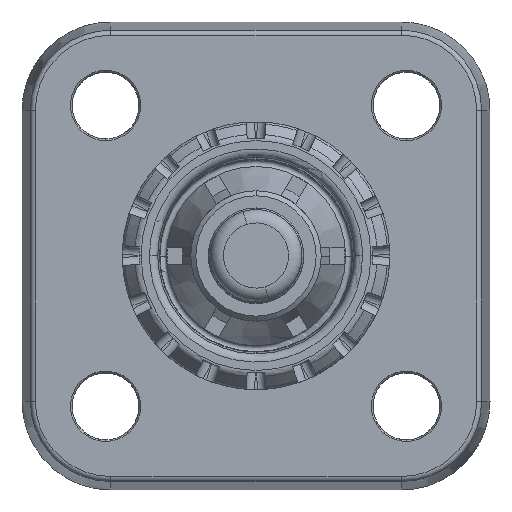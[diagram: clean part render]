
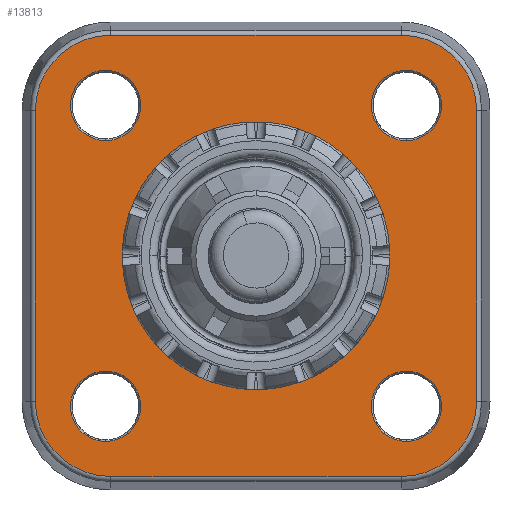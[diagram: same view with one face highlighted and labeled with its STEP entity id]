
A CAD part, top view. The second image highlights one B-rep face of the part: STEP entity #13813.
In plain terms, the highlighted planar face has unit normal (0, 0, 1).
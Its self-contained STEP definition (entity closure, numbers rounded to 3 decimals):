
#2820=AXIS2_PLACEMENT_3D('Circle Axis2P3D',#2818,#2819,$) ;
#2877=AXIS2_PLACEMENT_3D('Circle Axis2P3D',#2875,#2876,$) ;
#3210=AXIS2_PLACEMENT_3D('Circle Axis2P3D',#3208,#3209,$) ;
#3268=AXIS2_PLACEMENT_3D('Circle Axis2P3D',#3266,#3267,$) ;
#3301=AXIS2_PLACEMENT_3D('Circle Axis2P3D',#3299,#3300,$) ;
#3330=AXIS2_PLACEMENT_3D('Circle Axis2P3D',#3328,#3329,$) ;
#3370=AXIS2_PLACEMENT_3D('Circle Axis2P3D',#3368,#3369,$) ;
#3392=AXIS2_PLACEMENT_3D('Circle Axis2P3D',#3390,#3391,$) ;
#3432=AXIS2_PLACEMENT_3D('Circle Axis2P3D',#3430,#3431,$) ;
#3454=AXIS2_PLACEMENT_3D('Circle Axis2P3D',#3452,#3453,$) ;
#3494=AXIS2_PLACEMENT_3D('Circle Axis2P3D',#3492,#3493,$) ;
#3516=AXIS2_PLACEMENT_3D('Circle Axis2P3D',#3514,#3515,$) ;
#4009=AXIS2_PLACEMENT_3D('Circle Axis2P3D',#4007,#4008,$) ;
#13779=AXIS2_PLACEMENT_3D('Plane Axis2P3D',#13776,#13777,#13778) ;
#2750=CARTESIAN_POINT('Vertex',(5.3,0.799,35.15)) ;
#2768=CARTESIAN_POINT('Vertex',(22.7,0.799,35.15)) ;
#2771=CARTESIAN_POINT('Line Origine',(5.3,0.799,35.15)) ;
#2775=CARTESIAN_POINT('Vertex',(19.631,0.799,35.15)) ;
#2778=CARTESIAN_POINT('Line Origine',(5.3,0.799,35.15)) ;
#2782=CARTESIAN_POINT('Vertex',(8.563,0.799,35.15)) ;
#2785=CARTESIAN_POINT('Line Origine',(5.3,0.799,35.15)) ;
#2808=CARTESIAN_POINT('Vertex',(0.799,5.3,35.15)) ;
#2818=CARTESIAN_POINT('Axis2P3D Location',(5.3,5.3,35.15)) ;
#2872=CARTESIAN_POINT('Vertex',(27.201,5.3,35.15)) ;
#2875=CARTESIAN_POINT('Axis2P3D Location',(22.7,5.3,35.15)) ;
#2903=CARTESIAN_POINT('Vertex',(0.799,22.7,35.15)) ;
#2913=CARTESIAN_POINT('Line Origine',(0.799,5.3,35.15)) ;
#3174=CARTESIAN_POINT('Vertex',(27.201,22.7,35.15)) ;
#3177=CARTESIAN_POINT('Line Origine',(27.201,5.3,35.15)) ;
#3205=CARTESIAN_POINT('Vertex',(22.7,27.201,35.15)) ;
#3208=CARTESIAN_POINT('Axis2P3D Location',(22.7,22.7,35.15)) ;
#3241=CARTESIAN_POINT('Vertex',(5.3,27.201,35.15)) ;
#3244=CARTESIAN_POINT('Line Origine',(5.3,27.201,35.15)) ;
#3266=CARTESIAN_POINT('Axis2P3D Location',(5.3,22.7,35.15)) ;
#3296=CARTESIAN_POINT('Vertex',(2.9,23.,35.15)) ;
#3299=CARTESIAN_POINT('Axis2P3D Location',(5.,23.,35.15)) ;
#3303=CARTESIAN_POINT('Vertex',(7.1,23.,35.15)) ;
#3328=CARTESIAN_POINT('Axis2P3D Location',(5.,23.,35.15)) ;
#3351=CARTESIAN_POINT('Vertex',(2.9,5.,35.15)) ;
#3365=CARTESIAN_POINT('Vertex',(7.1,5.,35.15)) ;
#3368=CARTESIAN_POINT('Axis2P3D Location',(5.,5.,35.15)) ;
#3390=CARTESIAN_POINT('Axis2P3D Location',(5.,5.,35.15)) ;
#3413=CARTESIAN_POINT('Vertex',(20.9,5.,35.15)) ;
#3427=CARTESIAN_POINT('Vertex',(25.1,5.,35.15)) ;
#3430=CARTESIAN_POINT('Axis2P3D Location',(23.,5.,35.15)) ;
#3452=CARTESIAN_POINT('Axis2P3D Location',(23.,5.,35.15)) ;
#3475=CARTESIAN_POINT('Vertex',(20.9,23.,35.15)) ;
#3489=CARTESIAN_POINT('Vertex',(25.1,23.,35.15)) ;
#3492=CARTESIAN_POINT('Axis2P3D Location',(23.,23.,35.15)) ;
#3514=CARTESIAN_POINT('Axis2P3D Location',(23.,23.,35.15)) ;
#3537=CARTESIAN_POINT('Vertex',(22.,14.,35.15)) ;
#3920=CARTESIAN_POINT('Vertex',(6.,14.,35.15)) ;
#3924=CARTESIAN_POINT('Control Point',(6.,14.,35.15)) ;
#3925=CARTESIAN_POINT('Control Point',(6.,12.743,35.15)) ;
#3926=CARTESIAN_POINT('Control Point',(6.247,11.487,35.15)) ;
#3927=CARTESIAN_POINT('Control Point',(6.74,10.295,35.15)) ;
#3928=CARTESIAN_POINT('Control Point',(8.169,8.169,35.15)) ;
#3929=CARTESIAN_POINT('Control Point',(10.295,6.74,35.15)) ;
#3930=CARTESIAN_POINT('Control Point',(11.487,6.247,35.15)) ;
#3931=CARTESIAN_POINT('Control Point',(14.,5.753,35.15)) ;
#3932=CARTESIAN_POINT('Control Point',(16.513,6.247,35.15)) ;
#3933=CARTESIAN_POINT('Control Point',(17.705,6.74,35.15)) ;
#3934=CARTESIAN_POINT('Control Point',(19.831,8.169,35.15)) ;
#3935=CARTESIAN_POINT('Control Point',(21.26,10.295,35.15)) ;
#3936=CARTESIAN_POINT('Control Point',(21.753,11.487,35.15)) ;
#3937=CARTESIAN_POINT('Control Point',(22.,12.743,35.15)) ;
#3938=CARTESIAN_POINT('Control Point',(22.,14.,35.15)) ;
#4007=CARTESIAN_POINT('Axis2P3D Location',(14.,14.,35.15)) ;
#13776=CARTESIAN_POINT('Axis2P3D Location',(5.3,22.7,35.15)) ;
#2772=DIRECTION('Vector Direction',(1.,0.,0.)) ;
#2779=DIRECTION('Vector Direction',(1.,0.,0.)) ;
#2786=DIRECTION('Vector Direction',(1.,0.,0.)) ;
#2819=DIRECTION('Axis2P3D Direction',(0.,0.,-1.)) ;
#2876=DIRECTION('Axis2P3D Direction',(0.,0.,-1.)) ;
#2914=DIRECTION('Vector Direction',(0.,-1.,0.)) ;
#3178=DIRECTION('Vector Direction',(0.,1.,0.)) ;
#3209=DIRECTION('Axis2P3D Direction',(0.,0.,-1.)) ;
#3245=DIRECTION('Vector Direction',(-1.,0.,0.)) ;
#3267=DIRECTION('Axis2P3D Direction',(0.,0.,-1.)) ;
#3300=DIRECTION('Axis2P3D Direction',(0.,0.,1.)) ;
#3329=DIRECTION('Axis2P3D Direction',(0.,0.,1.)) ;
#3369=DIRECTION('Axis2P3D Direction',(0.,0.,1.)) ;
#3391=DIRECTION('Axis2P3D Direction',(0.,0.,1.)) ;
#3431=DIRECTION('Axis2P3D Direction',(0.,0.,1.)) ;
#3453=DIRECTION('Axis2P3D Direction',(0.,0.,1.)) ;
#3493=DIRECTION('Axis2P3D Direction',(0.,0.,1.)) ;
#3515=DIRECTION('Axis2P3D Direction',(0.,0.,1.)) ;
#4008=DIRECTION('Axis2P3D Direction',(0.,0.,-1.)) ;
#13777=DIRECTION('Axis2P3D Direction',(0.,0.,1.)) ;
#13778=DIRECTION('Axis2P3D XDirection',(1.,0.,0.)) ;
#2773=VECTOR('Line Direction',#2772,1.) ;
#2780=VECTOR('Line Direction',#2779,1.) ;
#2787=VECTOR('Line Direction',#2786,1.) ;
#2915=VECTOR('Line Direction',#2914,1.) ;
#3179=VECTOR('Line Direction',#3178,1.) ;
#3246=VECTOR('Line Direction',#3245,1.) ;
#13782=ORIENTED_EDGE('',*,*,#2784,.T.) ;
#13783=ORIENTED_EDGE('',*,*,#2777,.T.) ;
#13784=ORIENTED_EDGE('',*,*,#2879,.T.) ;
#13785=ORIENTED_EDGE('',*,*,#3181,.T.) ;
#13786=ORIENTED_EDGE('',*,*,#3212,.T.) ;
#13787=ORIENTED_EDGE('',*,*,#3248,.T.) ;
#13788=ORIENTED_EDGE('',*,*,#3270,.T.) ;
#13789=ORIENTED_EDGE('',*,*,#2917,.T.) ;
#13790=ORIENTED_EDGE('',*,*,#2822,.T.) ;
#13791=ORIENTED_EDGE('',*,*,#2789,.T.) ;
#13794=ORIENTED_EDGE('',*,*,#4011,.F.) ;
#13795=ORIENTED_EDGE('',*,*,#3939,.F.) ;
#13798=ORIENTED_EDGE('',*,*,#3305,.F.) ;
#13799=ORIENTED_EDGE('',*,*,#3332,.F.) ;
#13802=ORIENTED_EDGE('',*,*,#3372,.F.) ;
#13803=ORIENTED_EDGE('',*,*,#3394,.F.) ;
#13806=ORIENTED_EDGE('',*,*,#3434,.F.) ;
#13807=ORIENTED_EDGE('',*,*,#3456,.F.) ;
#13810=ORIENTED_EDGE('',*,*,#3496,.F.) ;
#13811=ORIENTED_EDGE('',*,*,#3518,.F.) ;
#13796=FACE_BOUND('',#13793,.T.) ;
#13800=FACE_BOUND('',#13797,.T.) ;
#13804=FACE_BOUND('',#13801,.T.) ;
#13808=FACE_BOUND('',#13805,.T.) ;
#13812=FACE_BOUND('',#13809,.T.) ;
#13813=ADVANCED_FACE('Hauptkoerper',(#13792,#13796,#13800,#13804,#13808,#13812),#13780,.T.) ;
#3923=B_SPLINE_CURVE_WITH_KNOTS('',5,(#3924,#3925,#3926,#3927,#3928,#3929,#3930,#3931,#3932,#3933,#3934,#3935,#3936,#3937,#3938),.UNSPECIFIED.,.F.,.U.,(6,3,3,3,6),(-12.566,-6.283,0.,6.283,12.566),.UNSPECIFIED.) ;
#2821=CIRCLE('generated circle',#2820,4.501) ;
#2878=CIRCLE('generated circle',#2877,4.501) ;
#3211=CIRCLE('generated circle',#3210,4.501) ;
#3269=CIRCLE('generated circle',#3268,4.501) ;
#3302=CIRCLE('generated circle',#3301,2.1) ;
#3331=CIRCLE('generated circle',#3330,2.1) ;
#3371=CIRCLE('generated circle',#3370,2.1) ;
#3393=CIRCLE('generated circle',#3392,2.1) ;
#3433=CIRCLE('generated circle',#3432,2.1) ;
#3455=CIRCLE('generated circle',#3454,2.1) ;
#3495=CIRCLE('generated circle',#3494,2.1) ;
#3517=CIRCLE('generated circle',#3516,2.1) ;
#4010=CIRCLE('generated circle',#4009,8.) ;
#2777=EDGE_CURVE('',#2776,#2769,#2774,.T.) ;
#2784=EDGE_CURVE('',#2783,#2776,#2781,.T.) ;
#2789=EDGE_CURVE('',#2751,#2783,#2788,.T.) ;
#2822=EDGE_CURVE('',#2809,#2751,#2821,.F.) ;
#2879=EDGE_CURVE('',#2769,#2873,#2878,.F.) ;
#2917=EDGE_CURVE('',#2904,#2809,#2916,.T.) ;
#3181=EDGE_CURVE('',#2873,#3175,#3180,.T.) ;
#3212=EDGE_CURVE('',#3175,#3206,#3211,.F.) ;
#3248=EDGE_CURVE('',#3206,#3242,#3247,.T.) ;
#3270=EDGE_CURVE('',#3242,#2904,#3269,.F.) ;
#3305=EDGE_CURVE('',#3297,#3304,#3302,.T.) ;
#3332=EDGE_CURVE('',#3304,#3297,#3331,.T.) ;
#3372=EDGE_CURVE('',#3366,#3352,#3371,.T.) ;
#3394=EDGE_CURVE('',#3352,#3366,#3393,.T.) ;
#3434=EDGE_CURVE('',#3428,#3414,#3433,.T.) ;
#3456=EDGE_CURVE('',#3414,#3428,#3455,.T.) ;
#3496=EDGE_CURVE('',#3490,#3476,#3495,.T.) ;
#3518=EDGE_CURVE('',#3476,#3490,#3517,.T.) ;
#3939=EDGE_CURVE('',#3921,#3538,#3923,.T.) ;
#4011=EDGE_CURVE('',#3538,#3921,#4010,.F.) ;
#13781=EDGE_LOOP('',(#13782,#13783,#13784,#13785,#13786,#13787,#13788,#13789,#13790,#13791)) ;
#13793=EDGE_LOOP('',(#13794,#13795)) ;
#13797=EDGE_LOOP('',(#13798,#13799)) ;
#13801=EDGE_LOOP('',(#13802,#13803)) ;
#13805=EDGE_LOOP('',(#13806,#13807)) ;
#13809=EDGE_LOOP('',(#13810,#13811)) ;
#13792=FACE_OUTER_BOUND('',#13781,.T.) ;
#2774=LINE('Line',#2771,#2773) ;
#2781=LINE('Line',#2778,#2780) ;
#2788=LINE('Line',#2785,#2787) ;
#2916=LINE('Line',#2913,#2915) ;
#3180=LINE('Line',#3177,#3179) ;
#3247=LINE('Line',#3244,#3246) ;
#13780=PLANE('',#13779) ;
#2751=VERTEX_POINT('',#2750) ;
#2769=VERTEX_POINT('',#2768) ;
#2776=VERTEX_POINT('',#2775) ;
#2783=VERTEX_POINT('',#2782) ;
#2809=VERTEX_POINT('',#2808) ;
#2873=VERTEX_POINT('',#2872) ;
#2904=VERTEX_POINT('',#2903) ;
#3175=VERTEX_POINT('',#3174) ;
#3206=VERTEX_POINT('',#3205) ;
#3242=VERTEX_POINT('',#3241) ;
#3297=VERTEX_POINT('',#3296) ;
#3304=VERTEX_POINT('',#3303) ;
#3352=VERTEX_POINT('',#3351) ;
#3366=VERTEX_POINT('',#3365) ;
#3414=VERTEX_POINT('',#3413) ;
#3428=VERTEX_POINT('',#3427) ;
#3476=VERTEX_POINT('',#3475) ;
#3490=VERTEX_POINT('',#3489) ;
#3538=VERTEX_POINT('',#3537) ;
#3921=VERTEX_POINT('',#3920) ;
